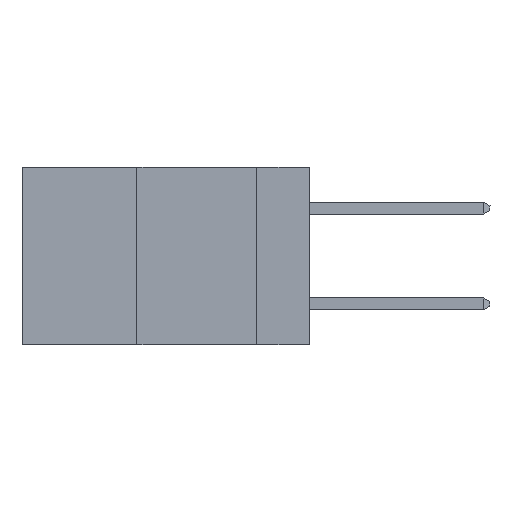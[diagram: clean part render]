
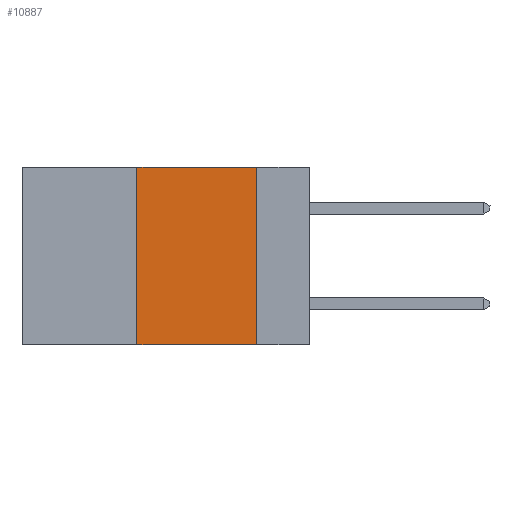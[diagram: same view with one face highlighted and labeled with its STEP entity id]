
A CAD part, left-side view. The second image highlights one B-rep face of the part: STEP entity #10887.
In plain terms, the highlighted planar face has unit normal (-1, 0, 0).
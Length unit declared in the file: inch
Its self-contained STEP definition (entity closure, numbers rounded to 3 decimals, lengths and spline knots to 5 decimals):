
#56 = ORIENTED_EDGE ( 'NONE', *, *, #12003, .F. ) ;
#377 = LINE ( 'NONE', #2698, #4749 ) ;
#1189 = CARTESIAN_POINT ( 'NONE',  ( 0., 0.11, 0. ) ) ;
#1647 = CARTESIAN_POINT ( 'NONE',  ( 0., 0.11, -0.37 ) ) ;
#2635 = VECTOR ( 'NONE', #11066, 39.37008 ) ;
#2698 = CARTESIAN_POINT ( 'NONE',  ( 0., 0.6, 0. ) ) ;
#4523 = EDGE_CURVE ( 'NONE', #6820, #4777, #6106, .T. ) ;
#4561 = VERTEX_POINT ( 'NONE', #12469 ) ;
#4749 = VECTOR ( 'NONE', #5741, 39.37008 ) ;
#4777 = VERTEX_POINT ( 'NONE', #1647 ) ;
#5009 = VECTOR ( 'NONE', #7331, 39.37008 ) ;
#5043 = CARTESIAN_POINT ( 'NONE',  ( 0., 0.6, -0.37 ) ) ;
#5338 = VECTOR ( 'NONE', #8205, 39.37008 ) ;
#5696 = ORIENTED_EDGE ( 'NONE', *, *, #8274, .F. ) ;
#5741 = DIRECTION ( 'NONE',  ( 0., -1., 0. ) ) ;
#6106 = LINE ( 'NONE', #5043, #2635 ) ;
#6299 = ORIENTED_EDGE ( 'NONE', *, *, #7099, .F. ) ;
#6652 = EDGE_LOOP ( 'NONE', ( #5696, #56, #6299, #6853 ) ) ;
#6820 = VERTEX_POINT ( 'NONE', #12446 ) ;
#6853 = ORIENTED_EDGE ( 'NONE', *, *, #4523, .T. ) ;
#7099 = EDGE_CURVE ( 'NONE', #6820, #8544, #12215, .T. ) ;
#7331 = DIRECTION ( 'NONE',  ( 0., 0., -1. ) ) ;
#7399 = LINE ( 'NONE', #1189, #5009 ) ;
#7797 = CARTESIAN_POINT ( 'NONE',  ( 0., 0.6, 0. ) ) ;
#8002 = PLANE ( 'NONE',  #12927 ) ;
#8205 = DIRECTION ( 'NONE',  ( 0., 0., 1. ) ) ;
#8274 = EDGE_CURVE ( 'NONE', #4561, #4777, #7399, .T. ) ;
#8335 = CARTESIAN_POINT ( 'NONE',  ( 0., 0.36, 0. ) ) ;
#8544 = VERTEX_POINT ( 'NONE', #12144 ) ;
#8819 = FACE_OUTER_BOUND ( 'NONE', #6652, .T. ) ;
#10887 = ADVANCED_FACE ( 'NONE', ( #8819 ), #8002, .F. ) ;
#11066 = DIRECTION ( 'NONE',  ( 0., -1., 0. ) ) ;
#12003 = EDGE_CURVE ( 'NONE', #8544, #4561, #377, .T. ) ;
#12144 = CARTESIAN_POINT ( 'NONE',  ( 0., 0.36, 0. ) ) ;
#12215 = LINE ( 'NONE', #8335, #5338 ) ;
#12446 = CARTESIAN_POINT ( 'NONE',  ( 0., 0.36, -0.37 ) ) ;
#12469 = CARTESIAN_POINT ( 'NONE',  ( 0., 0.11, 0. ) ) ;
#12927 = AXIS2_PLACEMENT_3D ( 'NONE', #7797, #13083, #12949 ) ;
#12949 = DIRECTION ( 'NONE',  ( 0., 0., -1. ) ) ;
#13083 = DIRECTION ( 'NONE',  ( 1., 0., 0. ) ) ;
